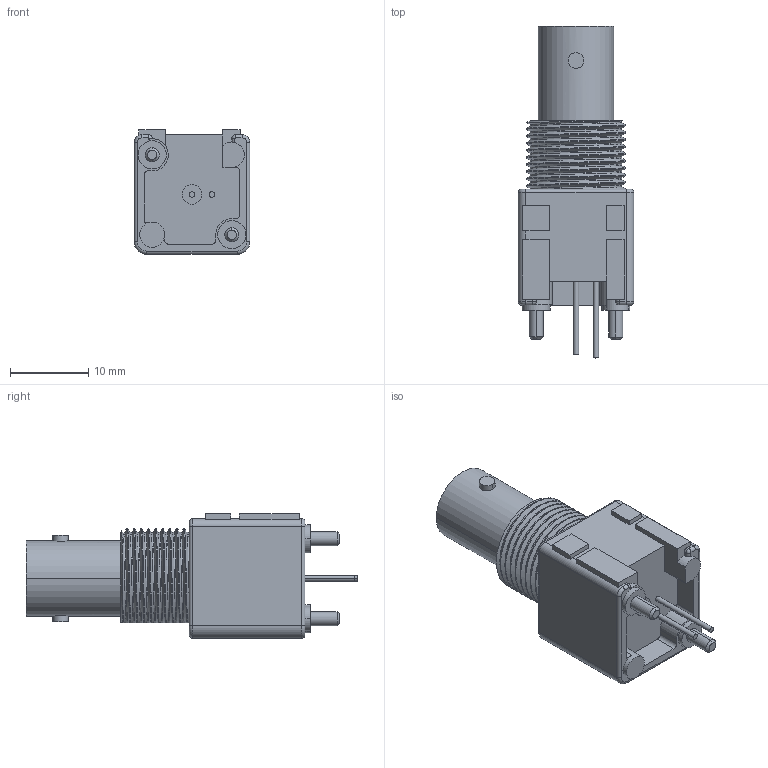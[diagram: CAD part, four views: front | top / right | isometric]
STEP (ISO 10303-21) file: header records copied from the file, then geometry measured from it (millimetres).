
FILE_DESCRIPTION (( 'STEP AP214' ), '1' );
FILE_NAME ('5227671-1.STEP', '2025-06-10T22:03:21', ( '' ), ( '' ), 'SwSTEP 2.0', 'SolidWorks 2021', '' );
FILE_SCHEMA (( 'AUTOMOTIVE_DESIGN' ));
Length unit declared in the file: millimetre
Products named in the file (2): 5227671-1_def; 5227671-1
Assembly tree (1 placements, depth 2):
  5227671-1
    5227671-1_def
Bounding box: 14.76 x 42.33 x 15.88 mm (x, y, z)
Volume: 4577.5 mm3; surface area: 3191.6 mm2
Topology: 8 solids, 8 shells, 213 faces, 526 edges, 342 vertices
Faces by surface type: cylinder 95, plane 67, bspline 31, torus 11, cone 9
Entity records: 17318 total; most frequent: CARTESIAN_POINT 12502, ORIENTED_EDGE 1052, DIRECTION 905, EDGE_CURVE 526, AXIS2_PLACEMENT_3D 344, VERTEX_POINT 342, EDGE_LOOP 228, VECTOR 217
